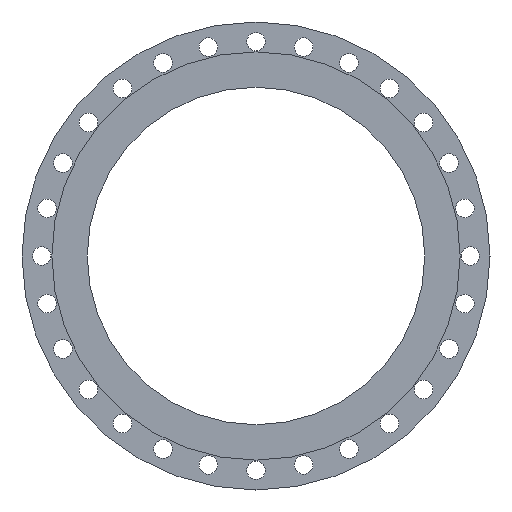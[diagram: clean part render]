
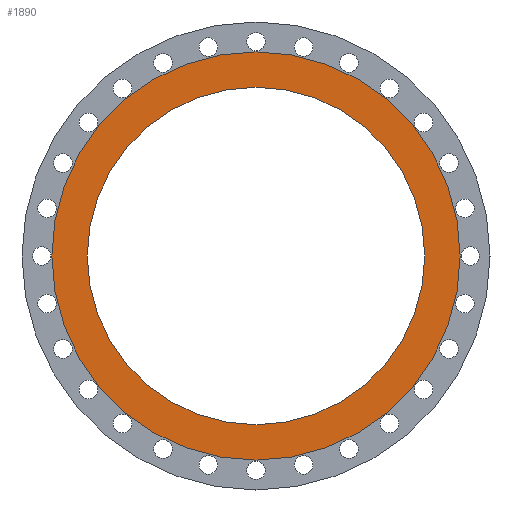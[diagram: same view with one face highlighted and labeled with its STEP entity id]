
A CAD part, left-side view. The second image highlights one B-rep face of the part: STEP entity #1890.
In plain terms, the highlighted planar face has unit normal (-1, 0, 0).
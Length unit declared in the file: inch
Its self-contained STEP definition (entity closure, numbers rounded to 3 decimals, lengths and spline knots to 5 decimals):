
#40 = CARTESIAN_POINT ( 'NONE',  ( -0.14414, 0., -20.71875 ) ) ;
#100 = CARTESIAN_POINT ( 'NONE',  ( -0.14414, 0., 0. ) ) ;
#119 = DIRECTION ( 'NONE',  ( 0., 0., 1. ) ) ;
#130 = AXIS2_PLACEMENT_3D ( 'NONE', #1267, #1881, #119 ) ;
#169 = EDGE_CURVE ( 'NONE', #1453, #2214, #1065, .T. ) ;
#212 = CIRCLE ( 'NONE', #1436, 17.125 ) ;
#277 = DIRECTION ( 'NONE',  ( -1., 0., 0. ) ) ;
#287 = CARTESIAN_POINT ( 'NONE',  ( -0.14414, 0., 17.125 ) ) ;
#442 = DIRECTION ( 'NONE',  ( -1., 0., 0. ) ) ;
#530 = AXIS2_PLACEMENT_3D ( 'NONE', #100, #2010, #1664 ) ;
#674 = DIRECTION ( 'NONE',  ( 0., 0., 1. ) ) ;
#717 = EDGE_CURVE ( 'NONE', #1183, #851, #212, .T. ) ;
#831 = ORIENTED_EDGE ( 'NONE', *, *, #717, .F. ) ;
#851 = VERTEX_POINT ( 'NONE', #287 ) ;
#859 = AXIS2_PLACEMENT_3D ( 'NONE', #878, #277, #674 ) ;
#878 = CARTESIAN_POINT ( 'NONE',  ( -0.14414, 0., 0. ) ) ;
#946 = AXIS2_PLACEMENT_3D ( 'NONE', #1422, #1847, #2215 ) ;
#1004 = PLANE ( 'NONE',  #530 ) ;
#1028 = CIRCLE ( 'NONE', #946, 20.71875 ) ;
#1064 = CIRCLE ( 'NONE', #130, 17.125 ) ;
#1065 = CIRCLE ( 'NONE', #859, 20.71875 ) ;
#1090 = CARTESIAN_POINT ( 'NONE',  ( -0.14414, 0., -17.125 ) ) ;
#1123 = ORIENTED_EDGE ( 'NONE', *, *, #2321, .T. ) ;
#1183 = VERTEX_POINT ( 'NONE', #1090 ) ;
#1195 = EDGE_CURVE ( 'NONE', #851, #1183, #1064, .T. ) ;
#1205 = ORIENTED_EDGE ( 'NONE', *, *, #1195, .F. ) ;
#1267 = CARTESIAN_POINT ( 'NONE',  ( -0.14414, 0., 0. ) ) ;
#1379 = EDGE_LOOP ( 'NONE', ( #1123, #1928 ) ) ;
#1422 = CARTESIAN_POINT ( 'NONE',  ( -0.14414, 0., 0. ) ) ;
#1436 = AXIS2_PLACEMENT_3D ( 'NONE', #1874, #442, #2440 ) ;
#1453 = VERTEX_POINT ( 'NONE', #40 ) ;
#1459 = FACE_BOUND ( 'NONE', #2129, .T. ) ;
#1664 = DIRECTION ( 'NONE',  ( 0., 0., 1. ) ) ;
#1847 = DIRECTION ( 'NONE',  ( -1., 0., 0. ) ) ;
#1874 = CARTESIAN_POINT ( 'NONE',  ( -0.14414, 0., 0. ) ) ;
#1881 = DIRECTION ( 'NONE',  ( -1., 0., 0. ) ) ;
#1890 = ADVANCED_FACE ( 'NONE', ( #2056, #1459 ), #1004, .T. ) ;
#1928 = ORIENTED_EDGE ( 'NONE', *, *, #169, .T. ) ;
#2010 = DIRECTION ( 'NONE',  ( -1., 0., 0. ) ) ;
#2056 = FACE_OUTER_BOUND ( 'NONE', #1379, .T. ) ;
#2124 = CARTESIAN_POINT ( 'NONE',  ( -0.14414, 0., 20.71875 ) ) ;
#2129 = EDGE_LOOP ( 'NONE', ( #1205, #831 ) ) ;
#2214 = VERTEX_POINT ( 'NONE', #2124 ) ;
#2215 = DIRECTION ( 'NONE',  ( 0., 0., 1. ) ) ;
#2321 = EDGE_CURVE ( 'NONE', #2214, #1453, #1028, .T. ) ;
#2440 = DIRECTION ( 'NONE',  ( 0., 0., 1. ) ) ;
